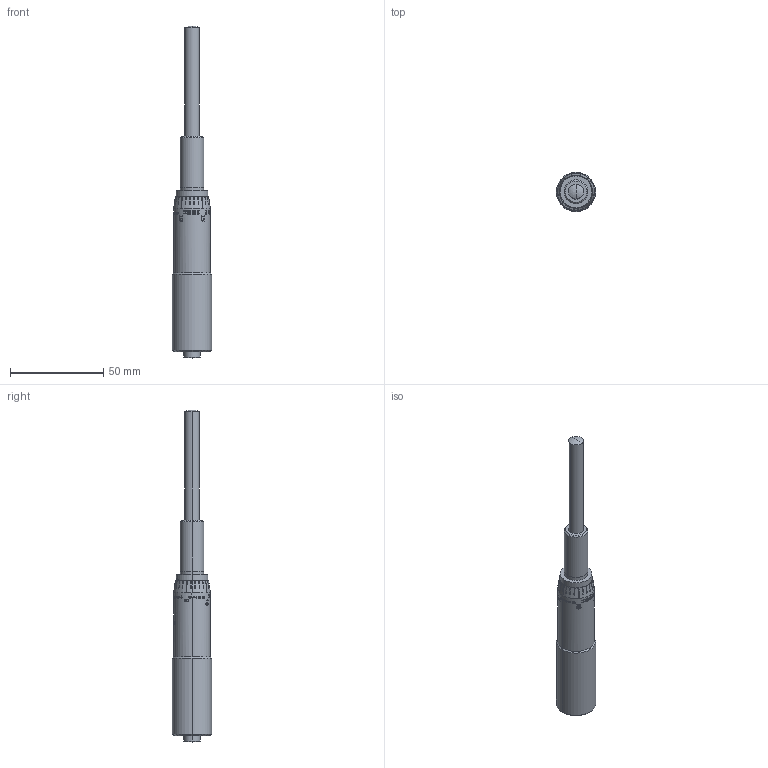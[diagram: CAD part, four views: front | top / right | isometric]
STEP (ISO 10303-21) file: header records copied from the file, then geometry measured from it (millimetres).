
FILE_DESCRIPTION (( 'STEP AP214' ), '1' );
FILE_NAME ('13434-E0W.STEP', '2013-09-11T12:20:38', ( 'Admin' ), ( '' ), 'SwSTEP 2.0', 'SolidWorks 2012', '' );
FILE_SCHEMA (( 'AUTOMOTIVE_DESIGN' ));
Length unit declared in the file: inch
Products named in the file (1): 13434-E0W
Bounding box: 21 x 21 x 177.93 mm (x, y, z)
Volume: 37342.2 mm3; surface area: 18338 mm2
Topology: 2 solids, 2 shells, 1710 faces, 4796 edges, 3191 vertices
Faces by surface type: plane 948, bspline 583, cylinder 136, cone 39, sphere 4
Entity records: 131038 total; most frequent: CARTESIAN_POINT 69379, ORIENTED_EDGE 9592, DIRECTION 6041, EDGE_CURVE 4796, VERTEX_POINT 3191, AXIS2_PLACEMENT_3D 2133, B_SPLINE_CURVE_WITH_KNOTS 2016, EDGE_LOOP 1813
